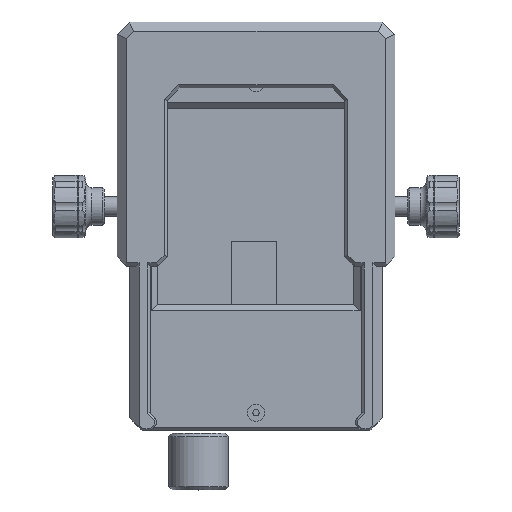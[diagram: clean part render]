
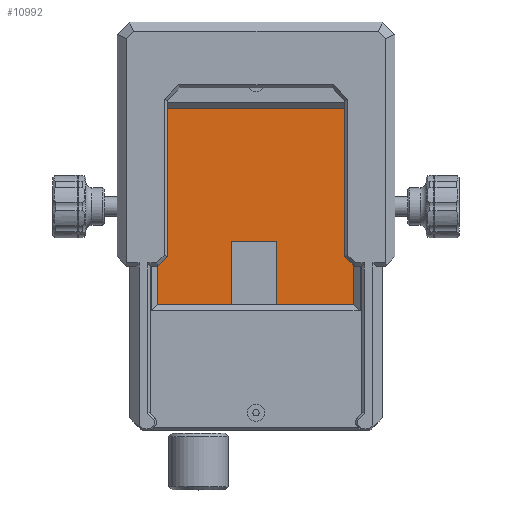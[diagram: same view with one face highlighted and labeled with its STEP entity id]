
A CAD part, top view. The second image highlights one B-rep face of the part: STEP entity #10992.
In plain terms, the highlighted planar face has unit normal (0, 0, 1).
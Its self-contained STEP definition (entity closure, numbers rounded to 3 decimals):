
#2901=ORIENTED_EDGE('',*,*,#4927,.T.);
#2902=ORIENTED_EDGE('',*,*,#4928,.F.);
#2903=ORIENTED_EDGE('',*,*,#4929,.F.);
#2904=ORIENTED_EDGE('',*,*,#4930,.F.);
#2905=ORIENTED_EDGE('',*,*,#4931,.F.);
#2906=ORIENTED_EDGE('',*,*,#4932,.T.);
#2907=ORIENTED_EDGE('',*,*,#4933,.T.);
#2908=ORIENTED_EDGE('',*,*,#4934,.T.);
#4927=EDGE_CURVE('',#6083,#6084,#7105,.T.);
#4928=EDGE_CURVE('',#6085,#6084,#7106,.T.);
#4929=EDGE_CURVE('',#6086,#6085,#7107,.T.);
#4930=EDGE_CURVE('',#6087,#6086,#7108,.T.);
#4931=EDGE_CURVE('',#6088,#6087,#7109,.T.);
#4932=EDGE_CURVE('',#6088,#6089,#7110,.T.);
#4933=EDGE_CURVE('',#6089,#6090,#7111,.T.);
#4934=EDGE_CURVE('',#6090,#6083,#7112,.T.);
#6083=VERTEX_POINT('',#18068);
#6084=VERTEX_POINT('',#18069);
#6085=VERTEX_POINT('',#18071);
#6086=VERTEX_POINT('',#18073);
#6087=VERTEX_POINT('',#18075);
#6088=VERTEX_POINT('',#18077);
#6089=VERTEX_POINT('',#18079);
#6090=VERTEX_POINT('',#18081);
#7105=LINE('',#18067,#8105);
#7106=LINE('',#18070,#8106);
#7107=LINE('',#18072,#8107);
#7108=LINE('',#18074,#8108);
#7109=LINE('',#18076,#8109);
#7110=LINE('',#18078,#8110);
#7111=LINE('',#18080,#8111);
#7112=LINE('',#18082,#8112);
#8105=VECTOR('',#14492,1000.);
#8106=VECTOR('',#14493,1000.);
#8107=VECTOR('',#14494,1000.);
#8108=VECTOR('',#14495,1000.);
#8109=VECTOR('',#14496,1000.);
#8110=VECTOR('',#14497,1000.);
#8111=VECTOR('',#14498,1000.);
#8112=VECTOR('',#14499,1000.);
#8940=EDGE_LOOP('',(#2901,#2902,#2903,#2904,#2905,#2906,#2907,#2908));
#9794=FACE_BOUND('',#8940,.T.);
#10414=PLANE('',#12041);
#10992=ADVANCED_FACE('',(#9794),#10414,.T.);
#12041=AXIS2_PLACEMENT_3D('',#18066,#14490,#14491);
#14490=DIRECTION('',(0.,0.,1.));
#14491=DIRECTION('',(1.,0.,0.));
#14492=DIRECTION('',(0.,-1.,0.));
#14493=DIRECTION('',(-1.,0.,0.));
#14494=DIRECTION('',(0.,-1.,0.));
#14495=DIRECTION('',(-1.,0.,0.));
#14496=DIRECTION('',(0.,1.,0.));
#14497=DIRECTION('',(1.,0.,0.));
#14498=DIRECTION('',(0.,1.,0.));
#14499=DIRECTION('',(-1.,0.,0.));
#18066=CARTESIAN_POINT('',(0.,0.,-37.));
#18067=CARTESIAN_POINT('',(-31.25,29.613,-37.));
#18068=CARTESIAN_POINT('',(-31.25,30.113,-37.));
#18069=CARTESIAN_POINT('',(-31.25,-32.383,-37.));
#18070=CARTESIAN_POINT('',(-25.254,-32.383,-37.));
#18071=CARTESIAN_POINT('',(-7.75,-32.383,-37.));
#18072=CARTESIAN_POINT('',(-7.75,-12.383,-37.));
#18073=CARTESIAN_POINT('',(-7.75,-12.383,-37.));
#18074=CARTESIAN_POINT('',(5.621,-12.383,-37.));
#18075=CARTESIAN_POINT('',(6.742,-12.383,-37.));
#18076=CARTESIAN_POINT('',(6.742,-32.383,-37.));
#18077=CARTESIAN_POINT('',(6.742,-32.383,-37.));
#18078=CARTESIAN_POINT('',(-18.,-32.383,-37.));
#18079=CARTESIAN_POINT('',(31.25,-32.383,-37.));
#18080=CARTESIAN_POINT('',(31.25,-31.883,-37.));
#18081=CARTESIAN_POINT('',(31.25,30.113,-37.));
#18082=CARTESIAN_POINT('',(18.,30.113,-37.));
